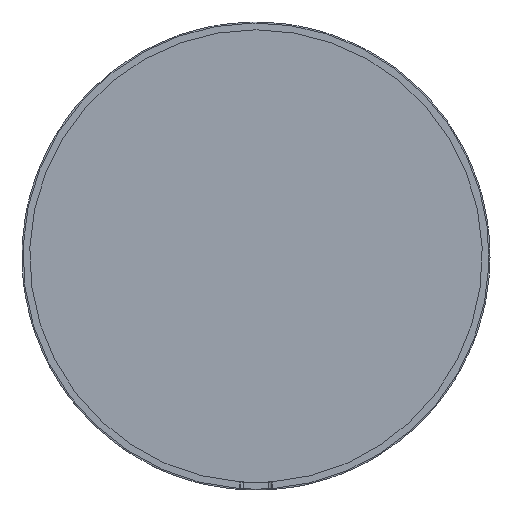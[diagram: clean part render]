
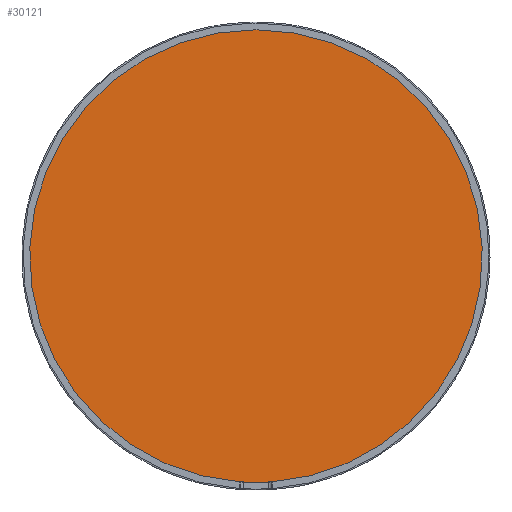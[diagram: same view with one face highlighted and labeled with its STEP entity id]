
A CAD part, left-side view. The second image highlights one B-rep face of the part: STEP entity #30121.
In plain terms, the highlighted face is planar.
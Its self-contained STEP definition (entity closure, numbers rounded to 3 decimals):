
#29246=CARTESIAN_POINT(' ',(5.29,-72.307,0.));
#29247=VERTEX_POINT(' ',#29246);
#29261=CARTESIAN_POINT(' ',(0.001,0.,0.));
#29266=DIRECTION(' ',(0.,0.,-1.));
#29271=DIRECTION(' ',(-0.073,-0.997,0.));
#29276=AXIS2_PLACEMENT_3D(' ',#29261,#29266,#29271);
#29281=CIRCLE('',#29276,72.5);
#29286=CARTESIAN_POINT(' ',(-5.29,-72.307,0.));
#29287=VERTEX_POINT(' ',#29286);
#29291=EDGE_CURVE(' ',#29287,#29247,#29281,.T.);
#30046=DIRECTION(' ',(-0.,0.,-1.));
#30051=CARTESIAN_POINT(' ',(56.903,-85.623,0.));
#30056=DIRECTION(' ',(-0.98,0.198,0.));
#30061=AXIS2_PLACEMENT_3D(' ',#30051,#30046,#30056);
#30066=PLANE('',#30061);
#30071=ORIENTED_EDGE(' ',*,*,#29291,.T.);
#30076=CARTESIAN_POINT(' ',(0.001,0.184,0.));
#30081=DIRECTION(' ',(0.,0.,1.));
#30086=DIRECTION(' ',(-0.073,-0.997,0.));
#30091=AXIS2_PLACEMENT_3D(' ',#30076,#30081,#30086);
#30096=CIRCLE('',#30091,72.683);
#30101=EDGE_CURVE(' ',#29287,#29247,#30096,.T.);
#30106=ORIENTED_EDGE(' ',*,*,#30101,.F.);
#30111=EDGE_LOOP(' ',(#30071,#30106));
#30116=FACE_OUTER_BOUND(' ',#30111,.T.);
#30121=ADVANCED_FACE('',(#30116),#30066,.T.);
